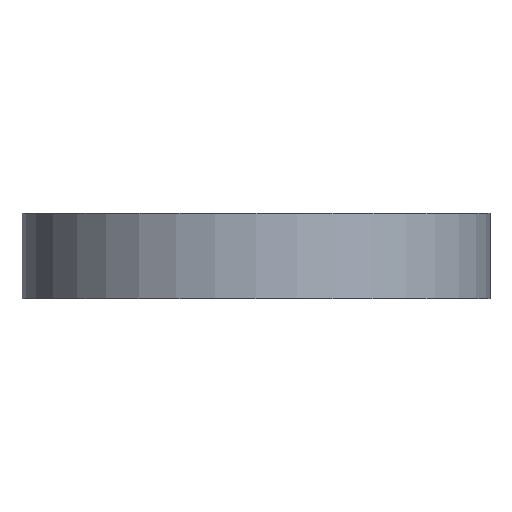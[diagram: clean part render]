
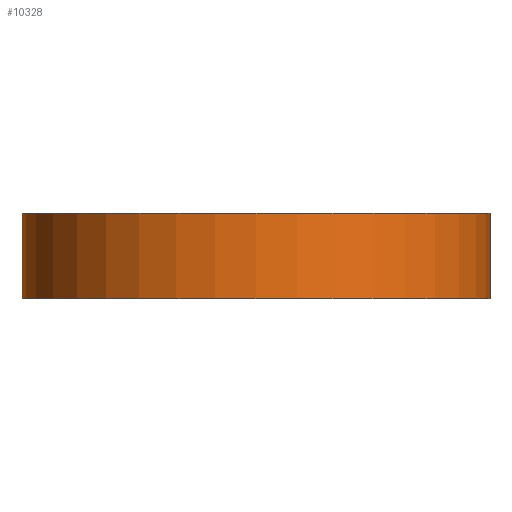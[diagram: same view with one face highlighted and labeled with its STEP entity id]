
A CAD part, front view. The second image highlights one B-rep face of the part: STEP entity #10328.
In plain terms, the highlighted cylindrical face has radius 27.5 mm (diameter 55 mm), a full revolution.
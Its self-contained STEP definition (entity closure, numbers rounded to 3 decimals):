
#43=LINE('',#28395,#226);
#226=VECTOR('',#11427,27.5);
#1817=FACE_OUTER_BOUND('',#2442,.T.);
#2442=EDGE_LOOP('',(#8027,#8028,#8029,#8030));
#2845=CIRCLE('',#10811,27.5);
#2891=CIRCLE('',#10858,27.5);
#4108=VERTEX_POINT('',#19252);
#4247=VERTEX_POINT('',#28394);
#5282=EDGE_CURVE('',#4108,#4108,#2845,.T.);
#5648=EDGE_CURVE('',#4108,#4247,#43,.T.);
#5649=EDGE_CURVE('',#4247,#4247,#2891,.T.);
#8027=ORIENTED_EDGE('',*,*,#5282,.F.);
#8028=ORIENTED_EDGE('',*,*,#5648,.T.);
#8029=ORIENTED_EDGE('',*,*,#5649,.F.);
#8030=ORIENTED_EDGE('',*,*,#5648,.F.);
#9949=CYLINDRICAL_SURFACE('',#10857,27.5);
#10328=ADVANCED_FACE('',(#1817),#9949,.T.);
#10811=AXIS2_PLACEMENT_3D('',#19253,#11333,#11334);
#10857=AXIS2_PLACEMENT_3D('',#28393,#11425,#11426);
#10858=AXIS2_PLACEMENT_3D('',#28396,#11428,#11429);
#11333=DIRECTION('center_axis',(0.,0.,-1.));
#11334=DIRECTION('ref_axis',(-1.,0.,0.));
#11425=DIRECTION('center_axis',(0.,0.,-1.));
#11426=DIRECTION('ref_axis',(-1.,0.,0.));
#11427=DIRECTION('',(0.,0.,1.));
#11428=DIRECTION('center_axis',(0.,0.,1.));
#11429=DIRECTION('ref_axis',(-1.,0.,0.));
#19252=CARTESIAN_POINT('',(27.5,0.,0.));
#19253=CARTESIAN_POINT('Origin',(0.,0.,0.));
#28393=CARTESIAN_POINT('Origin',(0.,0.,10.));
#28394=CARTESIAN_POINT('',(27.5,0.,10.));
#28395=CARTESIAN_POINT('',(27.5,0.,10.));
#28396=CARTESIAN_POINT('Origin',(0.,0.,10.));
